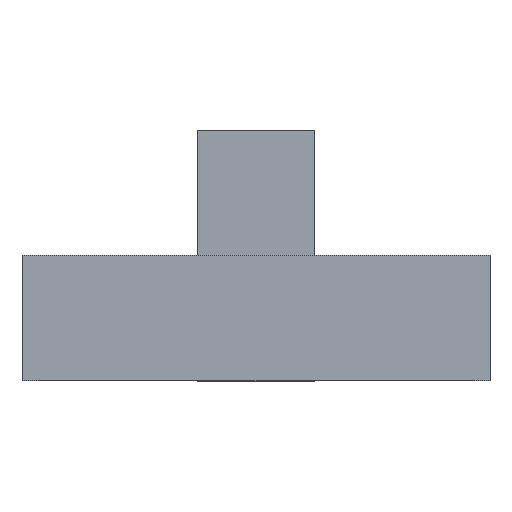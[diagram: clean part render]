
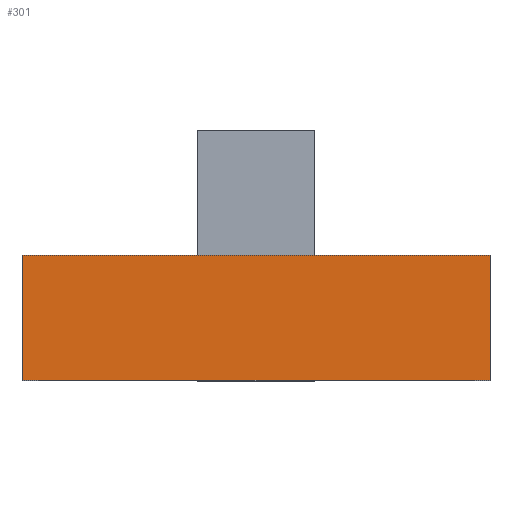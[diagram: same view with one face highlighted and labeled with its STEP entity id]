
A CAD part, top view. The second image highlights one B-rep face of the part: STEP entity #301.
In plain terms, the highlighted planar face has unit normal (0, 0, 1).
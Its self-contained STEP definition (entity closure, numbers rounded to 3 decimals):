
#2 = ORIENTED_EDGE ( 'NONE', *, *, #213, .T. ) ;
#50 = AXIS2_PLACEMENT_3D ( 'NONE', #565, #114, #264 ) ;
#98 = EDGE_CURVE ( 'NONE', #520, #534, #638, .T. ) ;
#100 = DIRECTION ( 'NONE',  ( 0., -1., 0. ) ) ;
#114 = DIRECTION ( 'NONE',  ( 0., 0., -1. ) ) ;
#125 = EDGE_CURVE ( 'NONE', #534, #245, #244, .T. ) ;
#155 = LINE ( 'NONE', #157, #378 ) ;
#157 = CARTESIAN_POINT ( 'NONE',  ( -2., 0., 2. ) ) ;
#181 = ORIENTED_EDGE ( 'NONE', *, *, #125, .F. ) ;
#205 = CARTESIAN_POINT ( 'NONE',  ( -2., 0., 2. ) ) ;
#209 = PLANE ( 'NONE',  #50 ) ;
#212 = DIRECTION ( 'NONE',  ( 1., 0., 0. ) ) ;
#213 = EDGE_CURVE ( 'NONE', #274, #245, #155, .T. ) ;
#214 = DIRECTION ( 'NONE',  ( 0., -1., 0. ) ) ;
#226 = CARTESIAN_POINT ( 'NONE',  ( -2., 15., 2. ) ) ;
#244 = LINE ( 'NONE', #596, #337 ) ;
#245 = VERTEX_POINT ( 'NONE', #361 ) ;
#264 = DIRECTION ( 'NONE',  ( -1., 0., 0. ) ) ;
#274 = VERTEX_POINT ( 'NONE', #205 ) ;
#288 = ORIENTED_EDGE ( 'NONE', *, *, #98, .F. ) ;
#294 = DIRECTION ( 'NONE',  ( 1., 0., 0. ) ) ;
#301 = ADVANCED_FACE ( 'NONE', ( #469 ), #209, .F. ) ;
#324 = VECTOR ( 'NONE', #214, 1000. ) ;
#325 = CARTESIAN_POINT ( 'NONE',  ( -2., 15., 2. ) ) ;
#337 = VECTOR ( 'NONE', #100, 1000. ) ;
#342 = CARTESIAN_POINT ( 'NONE',  ( -2., 15., 2. ) ) ;
#361 = CARTESIAN_POINT ( 'NONE',  ( 54.1, 0., 2. ) ) ;
#378 = VECTOR ( 'NONE', #212, 1000. ) ;
#415 = VECTOR ( 'NONE', #294, 1000. ) ;
#469 = FACE_OUTER_BOUND ( 'NONE', #641, .T. ) ;
#475 = EDGE_CURVE ( 'NONE', #520, #274, #519, .T. ) ;
#519 = LINE ( 'NONE', #325, #324 ) ;
#520 = VERTEX_POINT ( 'NONE', #226 ) ;
#534 = VERTEX_POINT ( 'NONE', #574 ) ;
#565 = CARTESIAN_POINT ( 'NONE',  ( -2., 15., 2. ) ) ;
#574 = CARTESIAN_POINT ( 'NONE',  ( 54.1, 15., 2. ) ) ;
#596 = CARTESIAN_POINT ( 'NONE',  ( 54.1, 15., 2. ) ) ;
#604 = ORIENTED_EDGE ( 'NONE', *, *, #475, .T. ) ;
#638 = LINE ( 'NONE', #342, #415 ) ;
#641 = EDGE_LOOP ( 'NONE', ( #2, #181, #288, #604 ) ) ;
